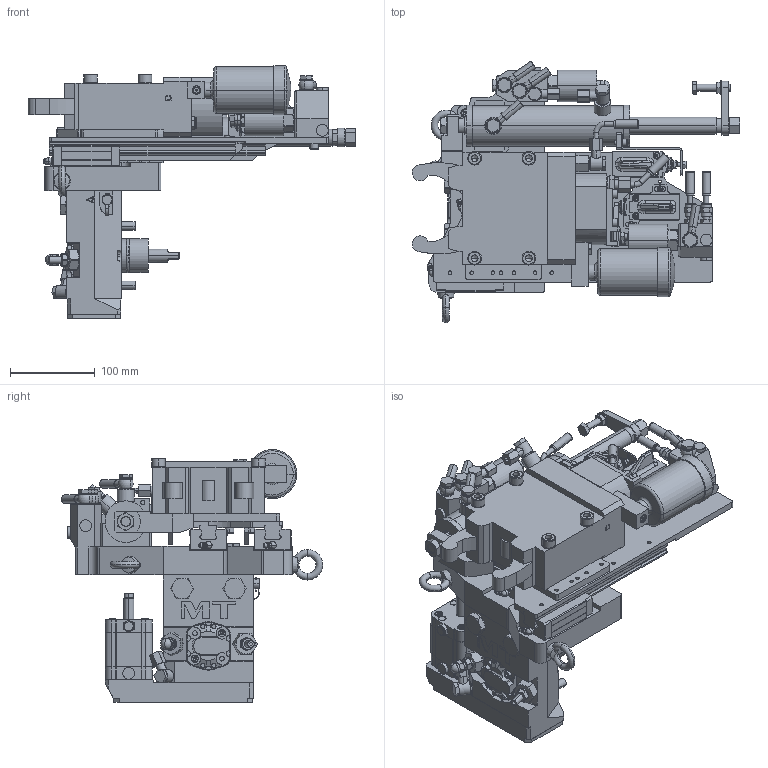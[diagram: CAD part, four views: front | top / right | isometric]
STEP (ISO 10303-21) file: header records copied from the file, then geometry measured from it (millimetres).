
FILE_DESCRIPTION((''),'2;1');
FILE_NAME('MNZ0310370US_CONF','2025-07-25T11:17:33',('smalpassi'),('M.T. srl'),'CREO PARAMETRIC BY PTC INC, 2023352','CREO PARAMETRIC BY PTC INC, 2023352','');
FILE_SCHEMA(('CONFIG_CONTROL_DESIGN'));
Products named in the file (1): MNZ0310370US_CONF
Bounding box: 386.62 x 308.69 x 298.5 mm (x, y, z)
Volume: 5489220.7 mm3; surface area: 623158 mm2
Topology: 3 solids, 3 shells, 3290 faces, 8445 edges, 5338 vertices
Faces by surface type: plane 1753, cylinder 1017, cone 354, torus 116, sphere 30, bspline 16, extrusion 2, revolution 2
Entity records: 114794 total; most frequent: CARTESIAN_POINT 34294, DIRECTION 16858, ORIENTED_EDGE 16754, EDGE_CURVE 8377, AXIS2_PLACEMENT_3D 5954, VERTEX_POINT 5338, VECTOR 4948, LINE 4946
